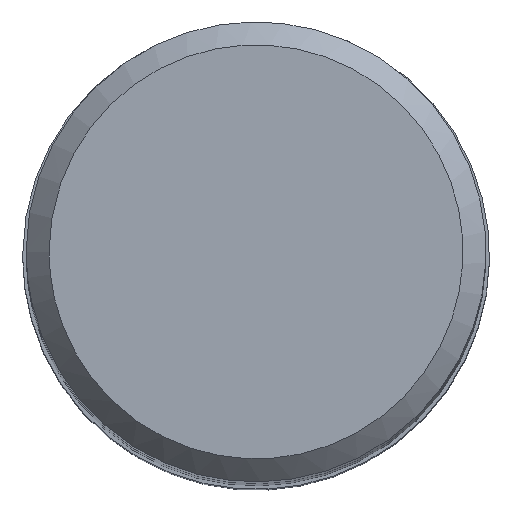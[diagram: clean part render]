
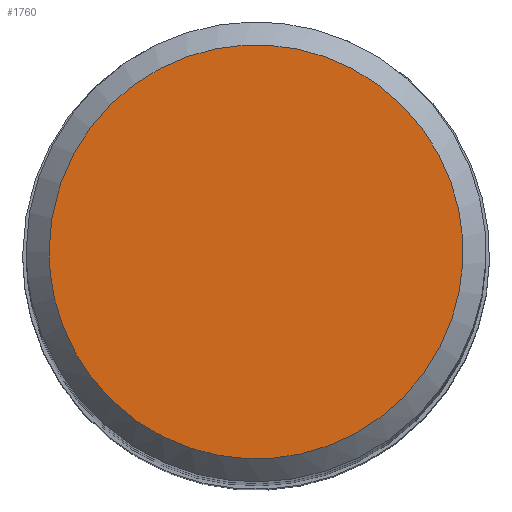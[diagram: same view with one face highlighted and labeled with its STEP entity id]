
A CAD part, top view. The second image highlights one B-rep face of the part: STEP entity #1760.
In plain terms, the highlighted free-form (B-spline) face has degree [1, 1] with [2, 2] control points.
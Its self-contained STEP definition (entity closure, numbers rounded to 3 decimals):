
#1250 = CARTESIAN_POINT ('', (-8.865, 0., 0.));
#1260 = VERTEX_POINT ('', #1250);
#1320 = CARTESIAN_POINT ('', (-8.865, 0., 0.));
#1330 = CARTESIAN_POINT ('', (-8.865, 8.865, 0.));
#1340 = CARTESIAN_POINT ('', (0., 8.865, 0.));
#1350 = CARTESIAN_POINT ('', (8.865, 8.865, 0.));
#1360 = CARTESIAN_POINT ('', (8.865, 0., 0.));
#1370 = CARTESIAN_POINT ('', (8.865, -8.865, 0.));
#1380 = CARTESIAN_POINT ('', (0., -8.865, 0.));
#1390 = CARTESIAN_POINT ('', (-8.865, -8.865, 0.));
#1400 = CARTESIAN_POINT ('', (-8.865, 0., 0.));
#1410 = (
   BOUNDED_CURVE ()
   B_SPLINE_CURVE (2, (#1320, #1330, #1340, #1350, #1360, #1370, #1380, #1390, #1400), .UNSPECIFIED., .T., .U.)
   B_SPLINE_CURVE_WITH_KNOTS ((3, 2, 2, 2, 3), (0., 0.25, 0.5, 0.75, 1.), .UNSPECIFIED.)
   CURVE ()
   GEOMETRIC_REPRESENTATION_ITEM ()
   RATIONAL_B_SPLINE_CURVE ((1., 0.707, 1., 0.707, 1., 0.707, 1., 0.707, 1.))
   REPRESENTATION_ITEM ('')
);
#1420 = EDGE_CURVE ('', #1260, #1260, #1410, .T.);
#1680 = ORIENTED_EDGE ('', *, *, #1420, .F.);
#1690 = EDGE_LOOP ('', (#1680));
#1700 = FACE_OUTER_BOUND ('', #1690, .T.);
#1710 = CARTESIAN_POINT ('', (8.865, -8.865, 0.));
#1720 = CARTESIAN_POINT ('', (-8.865, -8.865, 0.));
#1730 = CARTESIAN_POINT ('', (8.865, 8.865, 0.));
#1740 = CARTESIAN_POINT ('', (-8.865, 8.865, 0.));
#1750 = B_SPLINE_SURFACE_WITH_KNOTS ('', 1, 1, ((#1710, #1720), (#1730, #1740)), .UNSPECIFIED., .F., .F., .U., (2, 2), (2, 2), (0.045, 0.955), (0.045, 0.955), .UNSPECIFIED.);
#1760 = ADVANCED_FACE ('', (#1700), #1750, .T.);
